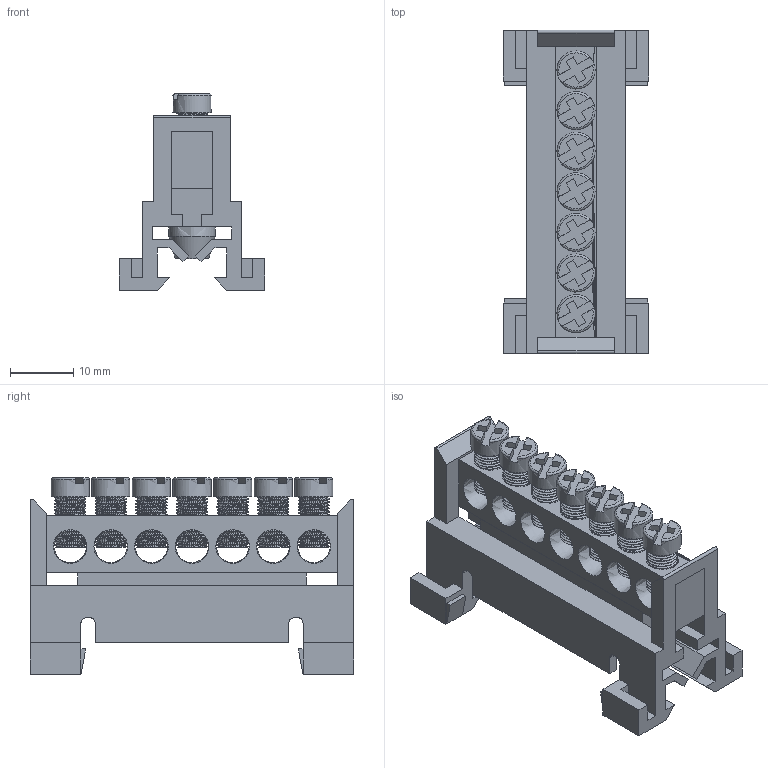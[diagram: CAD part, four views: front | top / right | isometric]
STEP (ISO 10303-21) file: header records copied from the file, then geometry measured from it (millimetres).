
FILE_DESCRIPTION(('FreeCAD Model'),'2;1');
FILE_NAME('Open CASCADE Shape Model','2025-04-30T05:38:01',('FreeCAD'),( 'FreeCAD'),'Open CASCADE STEP processor 7.6','FreeCAD','Unknown');
FILE_SCHEMA(('AUTOMOTIVE_DESIGN { 1 0 10303 214 1 1 1 1 }'));
Products named in the file (1): Open CASCADE STEP translator 7.6 1
Bounding box: 23.02 x 51.05 x 31.03 mm (x, y, z)
Volume: 8607.3 mm3; surface area: 10778.2 mm2
Topology: 9 solids, 9 shells, 781 faces, 2257 edges, 1499 vertices
Faces by surface type: bspline 781
Entity records: 51742 total; most frequent: CARTESIAN_POINT 38551, ORIENTED_EDGE 4514, EDGE_CURVE 2257, B_SPLINE_CURVE_WITH_KNOTS 2116, VERTEX_POINT 1499, FACE_BOUND 818, EDGE_LOOP 818, ADVANCED_FACE 781
